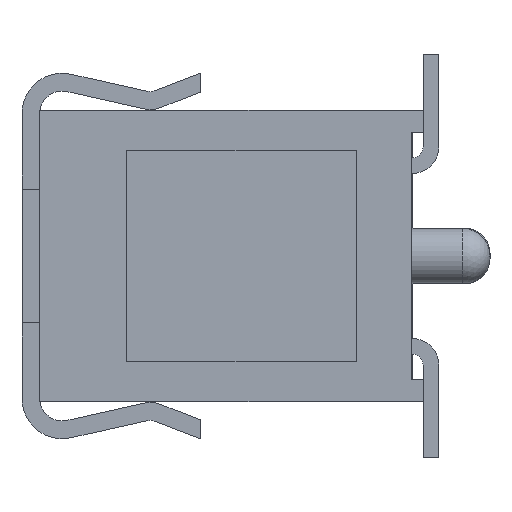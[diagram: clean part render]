
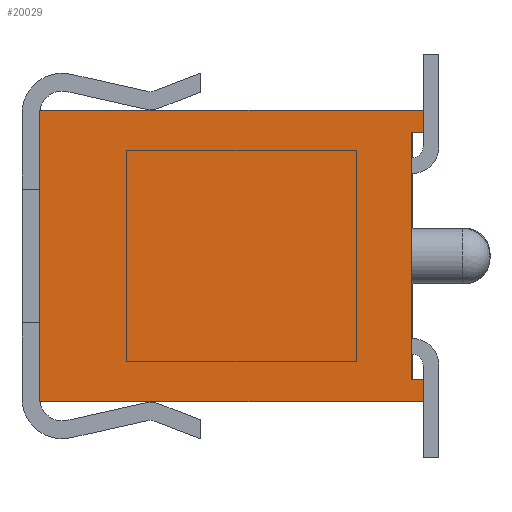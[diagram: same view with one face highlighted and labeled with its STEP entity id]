
A CAD part, left-side view. The second image highlights one B-rep face of the part: STEP entity #20029.
In plain terms, the highlighted planar face has unit normal (-1, 0, 0).
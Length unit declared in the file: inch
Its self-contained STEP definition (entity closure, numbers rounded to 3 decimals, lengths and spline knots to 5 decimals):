
#423=ORIENTED_EDGE('',*,*,#6265,.T.);
#424=ORIENTED_EDGE('',*,*,#6266,.T.);
#425=ORIENTED_EDGE('',*,*,#6267,.F.);
#426=ORIENTED_EDGE('',*,*,#6268,.F.);
#427=ORIENTED_EDGE('',*,*,#6269,.T.);
#428=ORIENTED_EDGE('',*,*,#6270,.T.);
#429=ORIENTED_EDGE('',*,*,#6271,.T.);
#430=ORIENTED_EDGE('',*,*,#6272,.T.);
#6265=EDGE_CURVE('',#9186,#9187,#11107,.T.);
#6266=EDGE_CURVE('',#9187,#9188,#11108,.T.);
#6267=EDGE_CURVE('',#9189,#9188,#11109,.T.);
#6268=EDGE_CURVE('',#9190,#9189,#11110,.T.);
#6269=EDGE_CURVE('',#9190,#9191,#11111,.T.);
#6270=EDGE_CURVE('',#9191,#9192,#11112,.T.);
#6271=EDGE_CURVE('',#9192,#9193,#11113,.T.);
#6272=EDGE_CURVE('',#9193,#9186,#11114,.T.);
#9186=VERTEX_POINT('',#27789);
#9187=VERTEX_POINT('',#27790);
#9188=VERTEX_POINT('',#27792);
#9189=VERTEX_POINT('',#27794);
#9190=VERTEX_POINT('',#27796);
#9191=VERTEX_POINT('',#27798);
#9192=VERTEX_POINT('',#27800);
#9193=VERTEX_POINT('',#27802);
#11107=LINE('',#27788,#13771);
#11108=LINE('',#27791,#13772);
#11109=LINE('',#27793,#13773);
#11110=LINE('',#27795,#13774);
#11111=LINE('',#27797,#13775);
#11112=LINE('',#27799,#13776);
#11113=LINE('',#27801,#13777);
#11114=LINE('',#27803,#13778);
#13771=VECTOR('',#22468,39.37008);
#13772=VECTOR('',#22469,39.37008);
#13773=VECTOR('',#22470,39.37008);
#13774=VECTOR('',#22471,39.37008);
#13775=VECTOR('',#22472,39.37008);
#13776=VECTOR('',#22473,39.37008);
#13777=VECTOR('',#22474,39.37008);
#13778=VECTOR('',#22475,39.37008);
#16435=EDGE_LOOP('',(#423,#424,#425,#426,#427,#428,#429,#430));
#17763=FACE_BOUND('',#16435,.T.);
#19091=PLANE('',#21136);
#20029=ADVANCED_FACE('',(#17763),#19091,.F.);
#21136=AXIS2_PLACEMENT_3D('',#27787,#22466,#22467);
#22466=DIRECTION('',(1.,0.,0.));
#22467=DIRECTION('',(0.,0.,-1.));
#22468=DIRECTION('',(0.,-1.,0.));
#22469=DIRECTION('',(0.,0.,1.));
#22470=DIRECTION('',(0.,-1.,0.));
#22471=DIRECTION('',(0.,0.,1.));
#22472=DIRECTION('',(0.,-1.,0.));
#22473=DIRECTION('',(0.,0.,1.));
#22474=DIRECTION('',(0.,1.,0.));
#22475=DIRECTION('',(0.,0.,1.));
#27787=CARTESIAN_POINT('',(-0.50225,0.172,-0.0655));
#27788=CARTESIAN_POINT('',(-0.50225,0.005,0.0555));
#27789=CARTESIAN_POINT('',(-0.50225,0.005,0.0555));
#27790=CARTESIAN_POINT('',(-0.50225,0.,0.0555));
#27791=CARTESIAN_POINT('',(-0.50225,0.,-0.0655));
#27792=CARTESIAN_POINT('',(-0.50225,0.,0.0655));
#27793=CARTESIAN_POINT('',(-0.50225,0.172,0.0655));
#27794=CARTESIAN_POINT('',(-0.50225,0.172,0.0655));
#27795=CARTESIAN_POINT('',(-0.50225,0.172,-0.0655));
#27796=CARTESIAN_POINT('',(-0.50225,0.172,-0.0655));
#27797=CARTESIAN_POINT('',(-0.50225,0.172,-0.0655));
#27798=CARTESIAN_POINT('',(-0.50225,0.,-0.0655));
#27799=CARTESIAN_POINT('',(-0.50225,0.,-0.0655));
#27800=CARTESIAN_POINT('',(-0.50225,0.,-0.0555));
#27801=CARTESIAN_POINT('',(-0.50225,0.,-0.0555));
#27802=CARTESIAN_POINT('',(-0.50225,0.005,-0.0555));
#27803=CARTESIAN_POINT('',(-0.50225,0.005,-0.0555));
